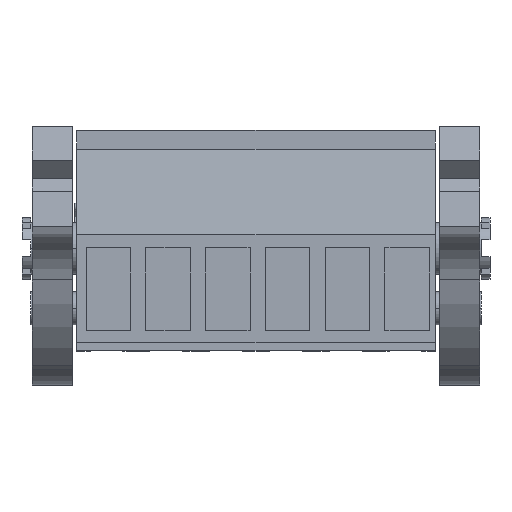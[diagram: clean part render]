
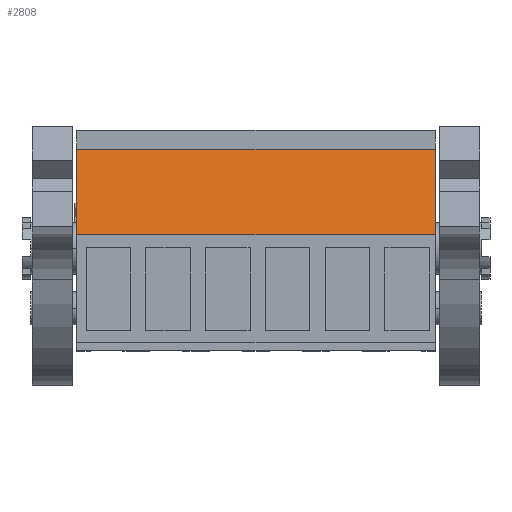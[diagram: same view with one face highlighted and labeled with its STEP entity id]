
A CAD part, top view. The second image highlights one B-rep face of the part: STEP entity #2808.
In plain terms, the highlighted planar face has unit normal (0, 0.205, 0.979).
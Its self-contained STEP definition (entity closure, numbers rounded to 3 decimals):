
#2788=AXIS2_PLACEMENT_3D('Plane Axis2P3D',#2785,#2786,#2787) ;
#112=CARTESIAN_POINT('Vertex',(3.2,8.802,18.1)) ;
#115=CARTESIAN_POINT('Line Origine',(3.2,11.31,17.575)) ;
#119=CARTESIAN_POINT('Vertex',(3.2,13.818,17.05)) ;
#2770=CARTESIAN_POINT('Vertex',(24.2,8.802,18.1)) ;
#2773=CARTESIAN_POINT('Line Origine',(13.7,8.802,18.1)) ;
#2785=CARTESIAN_POINT('Axis2P3D Location',(10.2,8.802,18.1)) ;
#2790=CARTESIAN_POINT('Line Origine',(24.2,11.31,17.575)) ;
#2794=CARTESIAN_POINT('Vertex',(24.2,13.818,17.05)) ;
#2797=CARTESIAN_POINT('Line Origine',(13.7,13.818,17.05)) ;
#116=DIRECTION('Vector Direction',(0.,0.979,-0.205)) ;
#2774=DIRECTION('Vector Direction',(1.,0.,0.)) ;
#2786=DIRECTION('Axis2P3D Direction',(0.,-0.205,-0.979)) ;
#2787=DIRECTION('Axis2P3D XDirection',(0.,0.979,-0.205)) ;
#2791=DIRECTION('Vector Direction',(0.,0.979,-0.205)) ;
#2798=DIRECTION('Vector Direction',(1.,0.,0.)) ;
#117=VECTOR('Line Direction',#116,1.) ;
#2775=VECTOR('Line Direction',#2774,1.) ;
#2792=VECTOR('Line Direction',#2791,1.) ;
#2799=VECTOR('Line Direction',#2798,1.) ;
#2803=ORIENTED_EDGE('',*,*,#121,.F.) ;
#2804=ORIENTED_EDGE('',*,*,#2777,.T.) ;
#2805=ORIENTED_EDGE('',*,*,#2796,.T.) ;
#2806=ORIENTED_EDGE('',*,*,#2801,.F.) ;
#2808=ADVANCED_FACE('HOUSING',(#2807),#2789,.F.) ;
#121=EDGE_CURVE('',#113,#120,#118,.T.) ;
#2777=EDGE_CURVE('',#113,#2771,#2776,.T.) ;
#2796=EDGE_CURVE('',#2771,#2795,#2793,.T.) ;
#2801=EDGE_CURVE('',#120,#2795,#2800,.T.) ;
#2802=EDGE_LOOP('',(#2803,#2804,#2805,#2806)) ;
#2807=FACE_OUTER_BOUND('',#2802,.T.) ;
#118=LINE('Line',#115,#117) ;
#2776=LINE('Line',#2773,#2775) ;
#2793=LINE('Line',#2790,#2792) ;
#2800=LINE('Line',#2797,#2799) ;
#2789=PLANE('',#2788) ;
#113=VERTEX_POINT('',#112) ;
#120=VERTEX_POINT('',#119) ;
#2771=VERTEX_POINT('',#2770) ;
#2795=VERTEX_POINT('',#2794) ;
